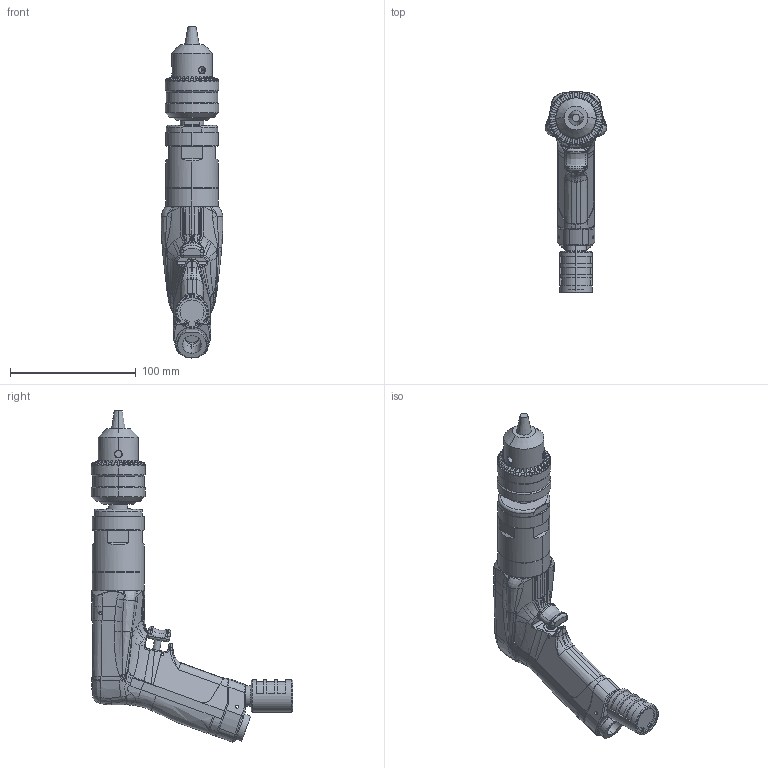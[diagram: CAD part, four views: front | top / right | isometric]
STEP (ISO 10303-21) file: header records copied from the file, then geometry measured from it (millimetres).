
FILE_DESCRIPTION((''),'2;1');
FILE_NAME('EXT_COMP_SW0004','2023-03-21T01:50:58',('INEdipo'),(''),'CREO PARAMETRIC BY PTC INC, 2020281','CREO PARAMETRIC BY PTC INC, 2020281','');
FILE_SCHEMA(('CONFIG_CONTROL_DESIGN'));
Length unit declared in the file: inch
Products named in the file (1): EXT_COMP_SW0004
Bounding box: 48.94 x 159.97 x 264.04 mm (x, y, z)
Volume: 373333.7 mm3; surface area: 57096.4 mm2
Topology: 3 solids, 4 shells, 873 faces, 2196 edges, 1348 vertices
Faces by surface type: bspline 319, cylinder 232, plane 183, cone 88, torus 43, sphere 6, extrusion 2
Entity records: 45256 total; most frequent: CARTESIAN_POINT 27208, ORIENTED_EDGE 4382, DIRECTION 2827, EDGE_CURVE 2191, VERTEX_POINT 1348, AXIS2_PLACEMENT_3D 1123, B_SPLINE_CURVE_WITH_KNOTS 1043, EDGE_LOOP 909
